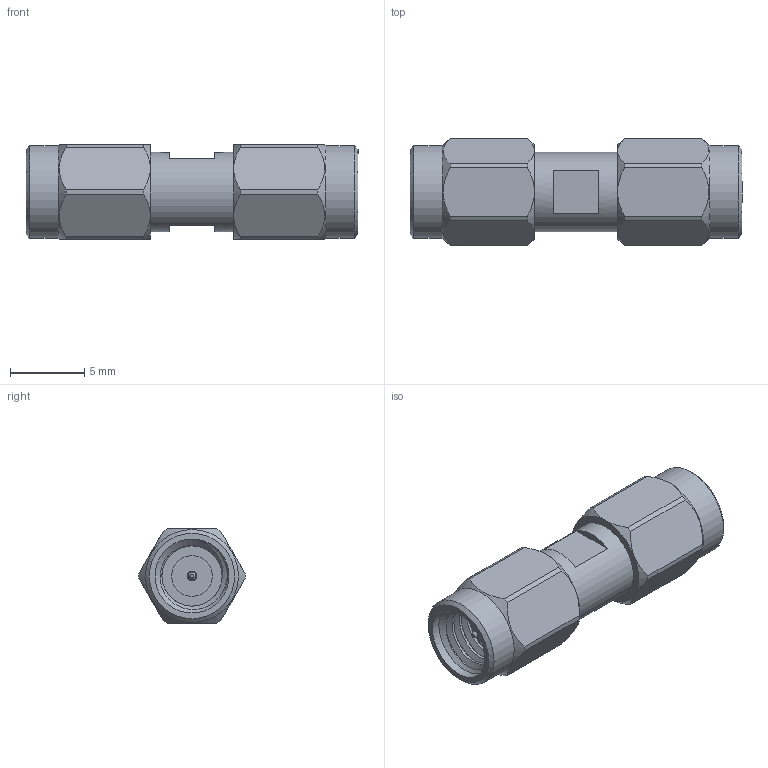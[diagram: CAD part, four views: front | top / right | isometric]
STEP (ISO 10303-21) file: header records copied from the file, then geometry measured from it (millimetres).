
FILE_DESCRIPTION (( 'STEP AP203' ), '1' );
FILE_NAME ('PE9357_3D.step', '2020-10-13T18:36:34', ( '' ), ( '' ), 'SwSTEP 2.0', 'SolidWorks 2018', '' );
FILE_SCHEMA (( 'CONFIG_CONTROL_DESIGN' ));
Length unit declared in the file: inch
Products named in the file (1): PE9357_3D
Bounding box: 22.35 x 7.15 x 6.35 mm (x, y, z)
Volume: 583.1 mm3; surface area: 684.2 mm2
Topology: 1 solids, 1 shells, 81 faces, 189 edges, 121 vertices
Faces by surface type: plane 30, cylinder 25, cone 20, bspline 6
Full cylindrical faces by diameter (mm): 0.531 x2, 0.658 x2, 2.731 x2, 4.978 x2, 5.334 x1, 6.248 x2
Entity records: 3783 total; most frequent: CARTESIAN_POINT 2082, DIRECTION 324, ORIENTED_EDGE 316, EDGE_CURVE 158, AXIS2_PLACEMENT_3D 146, EDGE_LOOP 112, VERTEX_POINT 110, FACE_OUTER_BOUND 92
